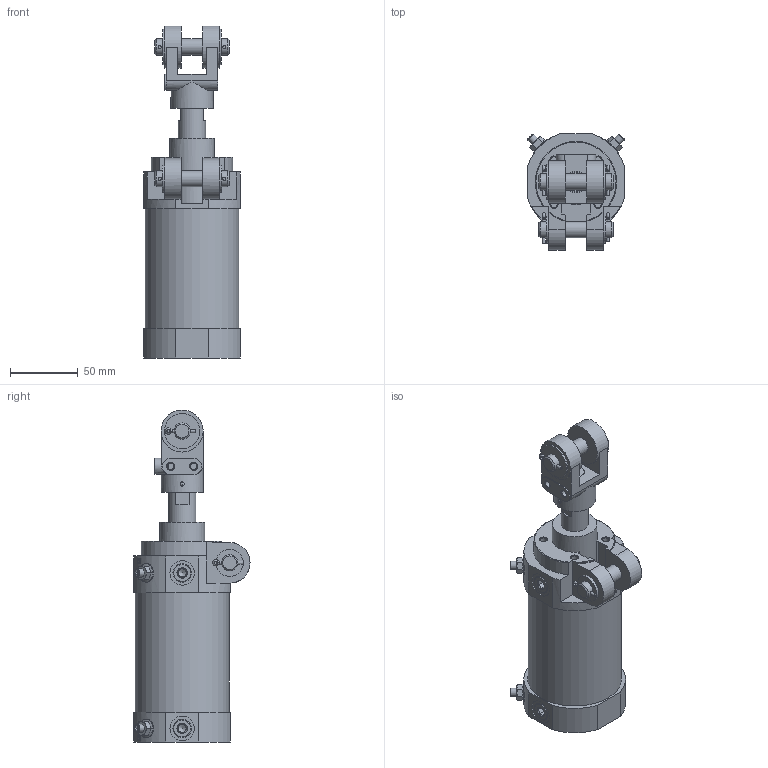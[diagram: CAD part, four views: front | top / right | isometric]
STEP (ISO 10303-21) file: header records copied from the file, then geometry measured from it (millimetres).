
FILE_DESCRIPTION(/* description */ ('STEP AP214'),/* implementation_level */ '2;1');
FILE_NAME(/* name */ '549712_DWA-63-50-Y-AB',/* time_stamp */ '2024-08-23T14:49:39+02:00',/* author */ ('License CC BY-ND 4.0'),/* organization */ ('CADENAS'),/* preprocessor_version */ 'ST-DEVELOPER v19.3',/* originating_system */ 'PARTsolutions',/* authorisation */ ' ');
FILE_SCHEMA (('AUTOMOTIVE_DESIGN {1 0 10303 214 3 1 1}'));
Length unit declared in the file: millimetre
Products named in the file (6): 549712 DWA-63-50-Y-AB---(0); 710968 DWA-63-50-RCAB_ZYL; 710973 DWA-63-50_K; 549608 SGH-A-63_GK; 711021 63_ST; 711023 RC1/4_BS
Assembly tree (8 placements, depth 2):
  549712 DWA-63-50-Y-AB---(0)
    710968 DWA-63-50-RCAB_ZYL
    710973 DWA-63-50_K
    549608 SGH-A-63_GK
    711021 63_ST
    711023 RC1/4_BS  x4
Bounding box: 71 x 85.5 x 244.5 mm (x, y, z)
Volume: 499381.2 mm3; surface area: 115060.2 mm2
Topology: 8 solids, 8 shells, 540 faces, 1277 edges, 811 vertices
Faces by surface type: plane 300, cylinder 140, cone 79, torus 21
Full cylindrical faces by diameter (mm): 2.3 x8, 3 x4, 4.917 x8, 6 x8, 12 x8, 14.376 x1, 16 x1, 16.2 x1, 18 x6, 20 x5, 26 x2, 31 x3, 33 x1, 63 x2, 69 x1
Entity records: 13731 total; most frequent: CARTESIAN_POINT 3029, DIRECTION 2205, ORIENTED_EDGE 2012, EDGE_CURVE 1006, AXIS2_PLACEMENT_3D 902, VERTEX_POINT 704, FACE_BOUND 670, EDGE_LOOP 667
